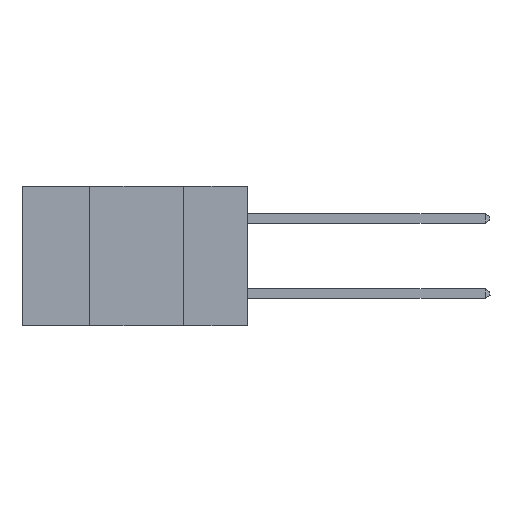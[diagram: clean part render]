
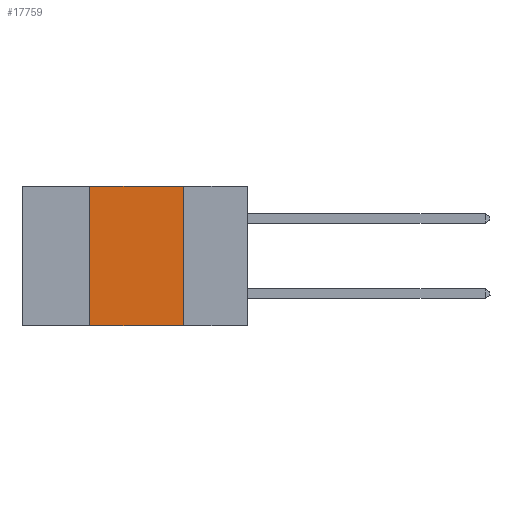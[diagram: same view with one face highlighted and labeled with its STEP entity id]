
A CAD part, left-side view. The second image highlights one B-rep face of the part: STEP entity #17759.
In plain terms, the highlighted planar face has unit normal (-1, 0, 0).
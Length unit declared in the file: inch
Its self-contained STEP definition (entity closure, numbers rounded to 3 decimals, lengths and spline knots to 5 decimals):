
#1436 = VECTOR ( 'NONE', #11897, 39.37008 ) ;
#1953 = VERTEX_POINT ( 'NONE', #4514 ) ;
#2262 = EDGE_CURVE ( 'NONE', #7486, #13277, #8972, .T. ) ;
#3095 = AXIS2_PLACEMENT_3D ( 'NONE', #6767, #8588, #15237 ) ;
#3836 = DIRECTION ( 'NONE',  ( 0., 0., -1. ) ) ;
#4067 = CARTESIAN_POINT ( 'NONE',  ( 0., 0.17, 0. ) ) ;
#4084 = CARTESIAN_POINT ( 'NONE',  ( 0., 0.42, 0. ) ) ;
#4514 = CARTESIAN_POINT ( 'NONE',  ( 0., 0.42, -0.37 ) ) ;
#5789 = CARTESIAN_POINT ( 'NONE',  ( 0., 0.42, 0. ) ) ;
#6767 = CARTESIAN_POINT ( 'NONE',  ( 0., 0.6, 0. ) ) ;
#7229 = EDGE_CURVE ( 'NONE', #1953, #17556, #15364, .T. ) ;
#7486 = VERTEX_POINT ( 'NONE', #15124 ) ;
#7990 = LINE ( 'NONE', #11825, #1436 ) ;
#8588 = DIRECTION ( 'NONE',  ( 1., 0., 0. ) ) ;
#8972 = LINE ( 'NONE', #4067, #15564 ) ;
#9181 = DIRECTION ( 'NONE',  ( 0., 0., 1. ) ) ;
#9248 = DIRECTION ( 'NONE',  ( 0., -1., 0. ) ) ;
#11298 = VECTOR ( 'NONE', #9248, 39.37008 ) ;
#11825 = CARTESIAN_POINT ( 'NONE',  ( 0., 0.6, 0. ) ) ;
#11897 = DIRECTION ( 'NONE',  ( 0., -1., 0. ) ) ;
#13063 = EDGE_LOOP ( 'NONE', ( #19654, #20934, #16955, #15174 ) ) ;
#13277 = VERTEX_POINT ( 'NONE', #16022 ) ;
#15009 = EDGE_CURVE ( 'NONE', #1953, #13277, #15775, .T. ) ;
#15124 = CARTESIAN_POINT ( 'NONE',  ( 0., 0.17, 0. ) ) ;
#15174 = ORIENTED_EDGE ( 'NONE', *, *, #15009, .T. ) ;
#15237 = DIRECTION ( 'NONE',  ( 0., 0., -1. ) ) ;
#15364 = LINE ( 'NONE', #5789, #19326 ) ;
#15564 = VECTOR ( 'NONE', #3836, 39.37008 ) ;
#15775 = LINE ( 'NONE', #15878, #11298 ) ;
#15878 = CARTESIAN_POINT ( 'NONE',  ( 0., 0.6, -0.37 ) ) ;
#16022 = CARTESIAN_POINT ( 'NONE',  ( 0., 0.17, -0.37 ) ) ;
#16704 = FACE_OUTER_BOUND ( 'NONE', #13063, .T. ) ;
#16833 = PLANE ( 'NONE',  #3095 ) ;
#16955 = ORIENTED_EDGE ( 'NONE', *, *, #7229, .F. ) ;
#17556 = VERTEX_POINT ( 'NONE', #4084 ) ;
#17759 = ADVANCED_FACE ( 'NONE', ( #16704 ), #16833, .F. ) ;
#18242 = EDGE_CURVE ( 'NONE', #17556, #7486, #7990, .T. ) ;
#19326 = VECTOR ( 'NONE', #9181, 39.37008 ) ;
#19654 = ORIENTED_EDGE ( 'NONE', *, *, #2262, .F. ) ;
#20934 = ORIENTED_EDGE ( 'NONE', *, *, #18242, .F. ) ;
